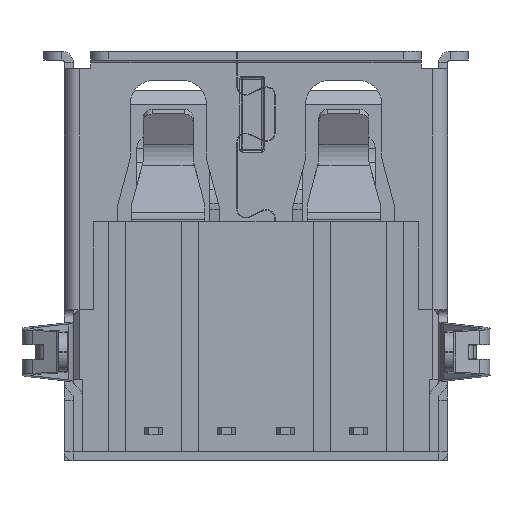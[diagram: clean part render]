
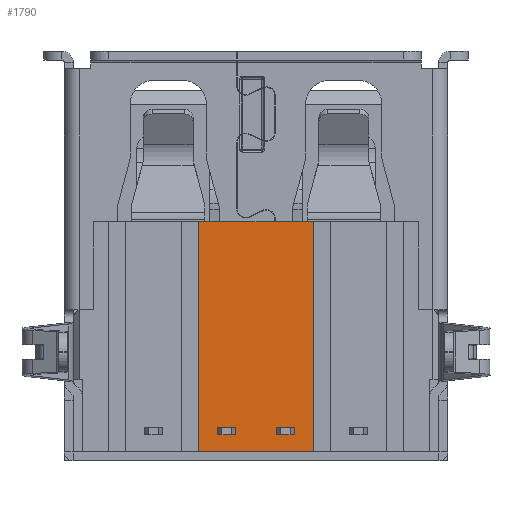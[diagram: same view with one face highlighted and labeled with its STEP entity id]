
A CAD part, front view. The second image highlights one B-rep face of the part: STEP entity #1790.
In plain terms, the highlighted planar face has unit normal (0, -1, 0).
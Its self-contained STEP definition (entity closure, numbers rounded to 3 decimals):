
#839 = VECTOR ( 'NONE', #6650, 1000. ) ;
#985 = CARTESIAN_POINT ( 'NONE',  ( 0., 0.5, 6.91 ) ) ;
#1790 = ADVANCED_FACE ( 'NONE', ( #13336 ), #20794, .F. ) ;
#1793 = EDGE_LOOP ( 'NONE', ( #2878, #11123, #10128, #18873 ) ) ;
#1852 = LINE ( 'NONE', #22449, #4729 ) ;
#2878 = ORIENTED_EDGE ( 'NONE', *, *, #19628, .F. ) ;
#3423 = CARTESIAN_POINT ( 'NONE',  ( 1.95, 0.5, 1.17 ) ) ;
#3788 = EDGE_CURVE ( 'NONE', #23017, #13101, #8221, .T. ) ;
#4521 = VERTEX_POINT ( 'NONE', #20999 ) ;
#4630 = DIRECTION ( 'NONE',  ( 0., 0., 1. ) ) ;
#4729 = VECTOR ( 'NONE', #9515, 1000. ) ;
#6585 = DIRECTION ( 'NONE',  ( 0., 1., 0. ) ) ;
#6650 = DIRECTION ( 'NONE',  ( 1., 0., 0. ) ) ;
#7699 = CARTESIAN_POINT ( 'NONE',  ( 0., 0.5, 1.17 ) ) ;
#7813 = DIRECTION ( 'NONE',  ( -1., 0., 0. ) ) ;
#8221 = LINE ( 'NONE', #15683, #13800 ) ;
#8948 = LINE ( 'NONE', #16398, #839 ) ;
#9515 = DIRECTION ( 'NONE',  ( 0., 0., -1. ) ) ;
#9914 = VECTOR ( 'NONE', #7813, 1000. ) ;
#10128 = ORIENTED_EDGE ( 'NONE', *, *, #3788, .T. ) ;
#11123 = ORIENTED_EDGE ( 'NONE', *, *, #23561, .T. ) ;
#11983 = VERTEX_POINT ( 'NONE', #3423 ) ;
#13101 = VERTEX_POINT ( 'NONE', #19362 ) ;
#13336 = FACE_OUTER_BOUND ( 'NONE', #1793, .T. ) ;
#13568 = LINE ( 'NONE', #7699, #9914 ) ;
#13800 = VECTOR ( 'NONE', #23130, 1000. ) ;
#15683 = CARTESIAN_POINT ( 'NONE',  ( -1.95, 0.5, 1.17 ) ) ;
#16398 = CARTESIAN_POINT ( 'NONE',  ( 0., 0.5, -6.7 ) ) ;
#18873 = ORIENTED_EDGE ( 'NONE', *, *, #19403, .T. ) ;
#19362 = CARTESIAN_POINT ( 'NONE',  ( -1.95, 0.5, -6.7 ) ) ;
#19403 = EDGE_CURVE ( 'NONE', #13101, #4521, #8948, .T. ) ;
#19628 = EDGE_CURVE ( 'NONE', #11983, #4521, #1852, .T. ) ;
#20330 = AXIS2_PLACEMENT_3D ( 'NONE', #985, #6585, #4630 ) ;
#20794 = PLANE ( 'NONE',  #20330 ) ;
#20999 = CARTESIAN_POINT ( 'NONE',  ( 1.95, 0.5, -6.7 ) ) ;
#21888 = CARTESIAN_POINT ( 'NONE',  ( -1.95, 0.5, 1.17 ) ) ;
#22449 = CARTESIAN_POINT ( 'NONE',  ( 1.95, 0.5, 1.17 ) ) ;
#23017 = VERTEX_POINT ( 'NONE', #21888 ) ;
#23130 = DIRECTION ( 'NONE',  ( 0., 0., -1. ) ) ;
#23561 = EDGE_CURVE ( 'NONE', #11983, #23017, #13568, .T. ) ;
